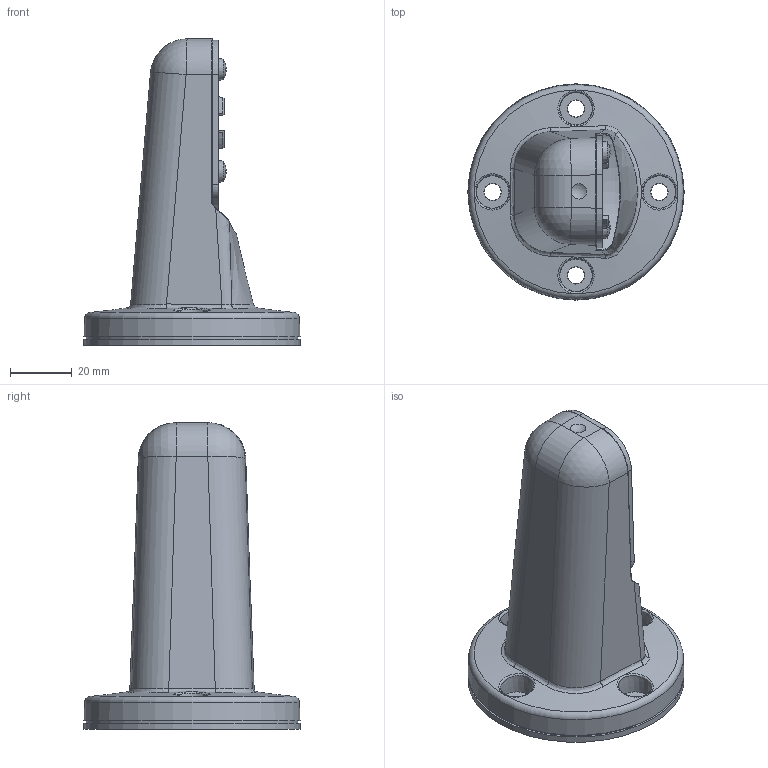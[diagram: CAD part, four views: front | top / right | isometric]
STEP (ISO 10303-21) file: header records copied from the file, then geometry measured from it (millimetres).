
FILE_DESCRIPTION(/* description */ ('Customer-3D'),/* implementation_level */ '2;1');
FILE_NAME(/* name */ '100000010484_prt_000.step',/* time_stamp */ '2021-12-01T11:00:55+01:00',/* author */ ('JENNERT'),/* organization */ ('WERMA Signaltechnik GmbH+Co.KG'),/* preprocessor_version */ 'ST-DEVELOPER v17',/* originating_system */ 'Autodesk Inventor 2018',/* authorisation */ 'public');
FILE_SCHEMA (('AUTOMOTIVE_DESIGN { 1 0 10303 214 3 1 1 }'));
Length unit declared in the file: millimetre
Products named in the file (1): 100000010484_prt_000_1
Bounding box: 70 x 70 x 99.2 mm (x, y, z)
Volume: 115386.2 mm3; surface area: 23809.2 mm2
Topology: 1 solids, 1 shells, 193 faces, 481 edges, 313 vertices
Faces by surface type: cone 64, plane 62, cylinder 27, bspline 24, torus 11, sphere 5
Full cylindrical faces by diameter (mm): 2.2 x2, 6 x4, 25.3 x1, 40 x1, 68.6 x1, 70 x1
Entity records: 7384 total; most frequent: CARTESIAN_POINT 2638, ORIENTED_EDGE 966, DIRECTION 931, EDGE_CURVE 483, AXIS2_PLACEMENT_3D 407, VERTEX_POINT 317, EDGE_LOOP 226, CIRCLE 225
